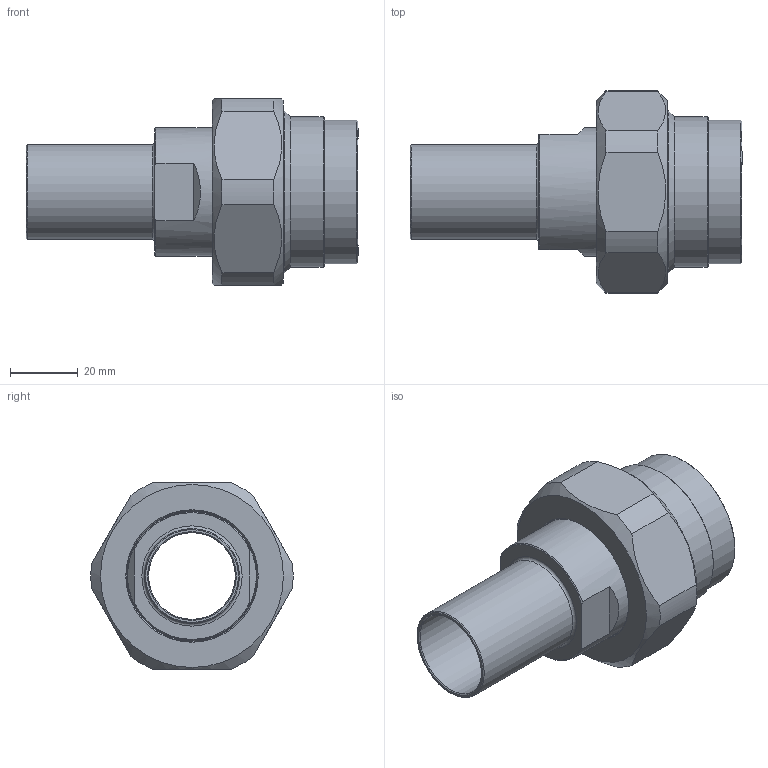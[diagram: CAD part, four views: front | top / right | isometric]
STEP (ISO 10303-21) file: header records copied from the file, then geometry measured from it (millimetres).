
FILE_DESCRIPTION(/* description */ (''),/* implementation_level */ '2;1');
FILE_NAME(/* name */ '3D_R666-PE-SG-28-DN40-42.4_171130990.stp',/* time_stamp */ '2021-07-16T15:34:10+02:00',/* author */ ('cad'),/* organization */ (''),/* preprocessor_version */ 'ST-DEVELOPER v18.1',/* originating_system */ 'Autodesk Inventor 2022',/* authorisation */ '');
FILE_SCHEMA (('AUTOMOTIVE_DESIGN { 1 0 10303 214 3 1 1 }'));
Length unit declared in the file: millimetre
Products named in the file (4): 3D_R666-PE-SG-28-DN40-42.4_171130990; 3D_R666-M-DN40_17113950; 3D_R666-SG-42.4-DN40_17113757; 3D_R666-PE-28-DN40_17113479
Assembly tree (3 placements, depth 2):
  3D_R666-PE-SG-28-DN40-42.4_171130990
    3D_R666-M-DN40_17113950
    3D_R666-SG-42.4-DN40_17113757
    3D_R666-PE-28-DN40_17113479
Bounding box: 98 x 59.67 x 55 mm (x, y, z)
Volume: 55185.3 mm3; surface area: 31734.9 mm2
Topology: 3 solids, 3 shells, 57 faces, 138 edges, 91 vertices
Faces by surface type: plane 20, cone 18, cylinder 16, torus 3
Full cylindrical faces by diameter (mm): 25.6 x1, 28 x1, 38 x1, 38.4 x1, 38.5 x1, 42.4 x1, 44 x1, 44.5 x1, 44.845 x1, 47.8 x1
Entity records: 1843 total; most frequent: DIRECTION 326, CARTESIAN_POINT 325, ORIENTED_EDGE 276, AXIS2_PLACEMENT_3D 140, EDGE_CURVE 138, VERTEX_POINT 91, CIRCLE 74, EDGE_LOOP 67
